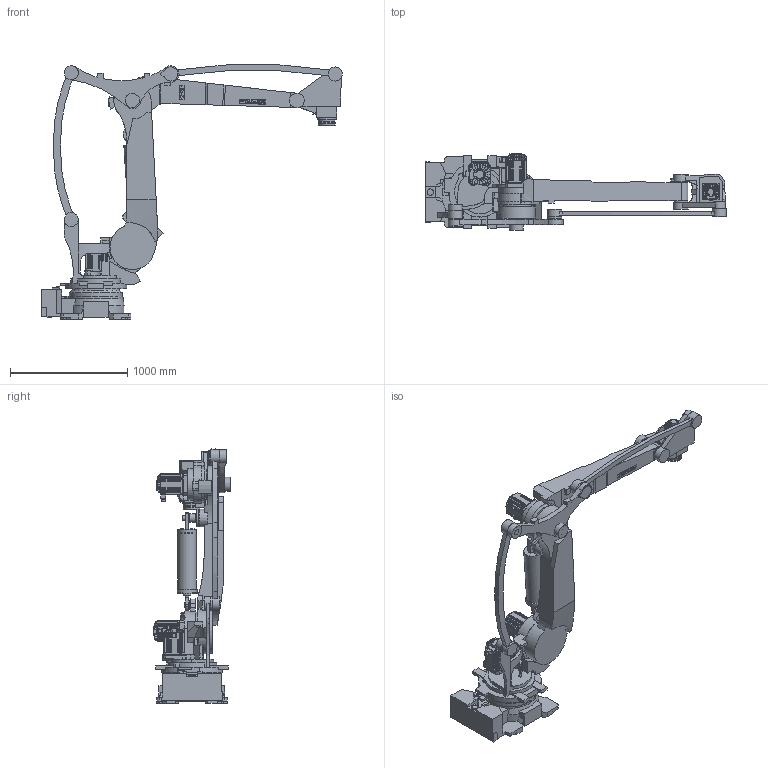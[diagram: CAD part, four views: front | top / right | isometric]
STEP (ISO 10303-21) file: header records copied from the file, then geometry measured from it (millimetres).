
FILE_DESCRIPTION (( 'STEP AP214' ), '1' );
FILE_NAME ('HP130.STEP', '2019-12-04T00:52:07', ( 'Windows 餌辨濠' ), ( 'HRDG' ), 'SwSTEP 2.0', 'SolidWorks 2017', '' );
FILE_SCHEMA (( 'AUTOMOTIVE_DESIGN' ));
Length unit declared in the file: millimetre
Products named in the file (32): BASE BODY; MOTOR(2); HP120_Mechanical Interface; HP130; REDUCER(4); ARM ASSY; ARM FRAME; ｺﾒｷｯｿﾂ ｺﾎﾇｰ(2)_ｱ篌ｻ ｼｳﾁ､; ｺﾒｷｯｿﾂ ｺﾎﾇｰ(1)_ｱ篌ｻ ｼｳﾁ､; REDUCER(3); UPPER ASSY; T-LINK_晦獄 撲薑; UPPER FRAME; C-LINK_ル遽; ｺﾒｷｯｿﾂ ｺﾎﾇｰ(4)_ｱ篌ｻ ｼｳﾁ､; BS ROD ASSY_晦獄 撲薑; ｺﾒｷｯｿﾂ ｺﾎﾇｰ(3)_ｱ篌ｻ ｼｳﾁ､; BS JOINT; LOWER ASSY; BS ROD; REDUCER(2); BS TUBE ASSY_晦獄 撲薑; BS SHAFT; BS PRESSURE PLATE; MOTOR; BS TUBE; HP130_Lower_Frame_FINAL; R-LINK_晦獄 撲薑; BASE ASSY; WRIST ASSY; REDUCER; WRIST BODY
Assembly tree (33 placements, depth 3):
  HP130
    BASE ASSY
      BASE BODY
      REDUCER
    LOWER ASSY
      HP130_Lower_Frame_FINAL
      MOTOR  x2
      BS SHAFT
      REDUCER(2)
    UPPER ASSY
      ｺﾒｷｯｿﾂ ｺﾎﾇｰ(3)_ｱ篌ｻ ｼｳﾁ､
      ｺﾒｷｯｿﾂ ｺﾎﾇｰ(4)_ｱ篌ｻ ｼｳﾁ､
      UPPER FRAME
    ARM ASSY
      MOTOR
      REDUCER(3)
      ｺﾒｷｯｿﾂ ｺﾎﾇｰ(1)_ｱ篌ｻ ｼｳﾁ､
      ｺﾒｷｯｿﾂ ｺﾎﾇｰ(2)_ｱ篌ｻ ｼｳﾁ､
      ARM FRAME
    WRIST ASSY
      REDUCER(4)
      HP120_Mechanical Interface
      MOTOR(2)
      WRIST BODY
    R-LINK_晦獄 撲薑
    BS TUBE ASSY_晦獄 撲薑
      BS TUBE
      BS PRESSURE PLATE
    BS ROD ASSY_晦獄 撲薑
      BS ROD
      BS JOINT
    C-LINK_ル遽
    T-LINK_晦獄 撲薑
Bounding box: 2559 x 655.35 x 2166.63 mm (x, y, z)
Volume: 311014551.9 mm3; surface area: 10971066 mm2
Topology: 32 solids, 34 shells, 3987 faces, 10210 edges, 6564 vertices
Faces by surface type: plane 2339, cylinder 1190, bspline 192, torus 129, cone 99, sphere 38
Full cylindrical faces by diameter (mm): 5 x1, 6 x1, 6.8 x3, 8 x9, 8.5 x8, 9 x2, 10 x2, 13 x12, 19 x1, 22 x2, 27.6 x1, 28 x3, 30 x2, 31 x1, 35 x3, 38 x4, 40 x2, 50 x2, 54 x1, 55 x2, 60 x4, 62 x3, 65 x1, 70 x1, 71 x2, 75 x3, 78 x1, 90 x1, 94.3 x3, 100 x3
Entity records: 95045 total; most frequent: CARTESIAN_POINT 20639, ORIENTED_EDGE 14182, DIRECTION 13967, EDGE_CURVE 7091, AXIS2_PLACEMENT_3D 4683, VERTEX_POINT 4601, LINE 4601, VECTOR 4601
